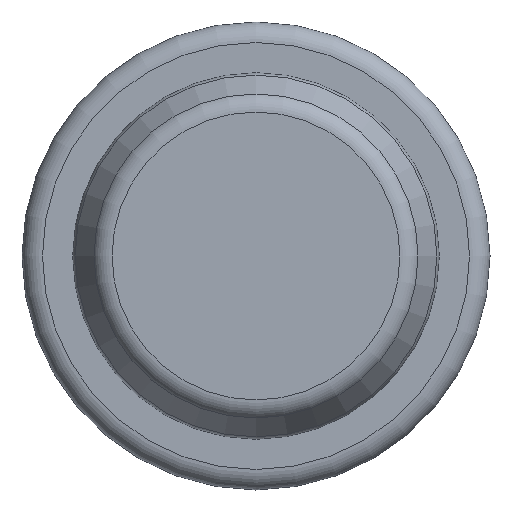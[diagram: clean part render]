
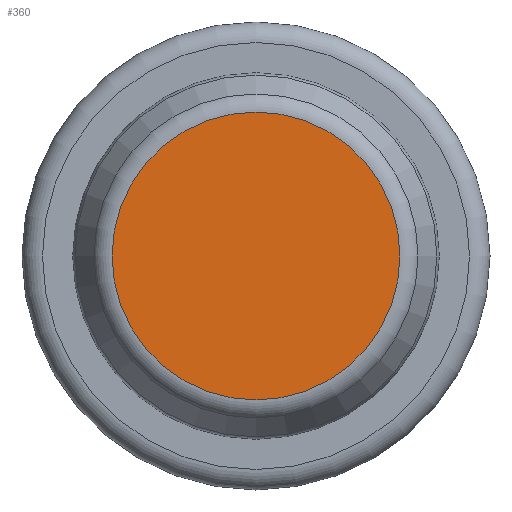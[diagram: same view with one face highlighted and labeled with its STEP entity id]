
A CAD part, front view. The second image highlights one B-rep face of the part: STEP entity #360.
In plain terms, the highlighted planar face has unit normal (0, -1, 0).
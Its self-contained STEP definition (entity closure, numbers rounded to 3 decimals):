
#18=PLANE('',#424);
#51=FACE_OUTER_BOUND('',#73,.T.);
#73=EDGE_LOOP('',(#285,#286));
#111=CIRCLE('',#422,5.622);
#112=CIRCLE('',#423,5.622);
#153=VERTEX_POINT('',#666);
#154=VERTEX_POINT('',#668);
#201=EDGE_CURVE('',#153,#154,#111,.T.);
#202=EDGE_CURVE('',#154,#153,#112,.T.);
#285=ORIENTED_EDGE('',*,*,#202,.F.);
#286=ORIENTED_EDGE('',*,*,#201,.F.);
#360=ADVANCED_FACE('',(#51),#18,.T.);
#422=AXIS2_PLACEMENT_3D('',#669,#537,#538);
#423=AXIS2_PLACEMENT_3D('',#670,#539,#540);
#424=AXIS2_PLACEMENT_3D('',#671,#541,#542);
#537=DIRECTION('center_axis',(0.,1.,0.));
#538=DIRECTION('ref_axis',(0.,0.,-1.));
#539=DIRECTION('center_axis',(0.,1.,0.));
#540=DIRECTION('ref_axis',(0.,0.,-1.));
#541=DIRECTION('center_axis',(0.,-1.,0.));
#542=DIRECTION('ref_axis',(0.,0.,-1.));
#666=CARTESIAN_POINT('',(0.,0.,-5.622));
#668=CARTESIAN_POINT('',(0.,0.,5.622));
#669=CARTESIAN_POINT('Origin',(0.,0.,0.));
#670=CARTESIAN_POINT('Origin',(0.,0.,0.));
#671=CARTESIAN_POINT('Origin',(0.,0.,6.1));
